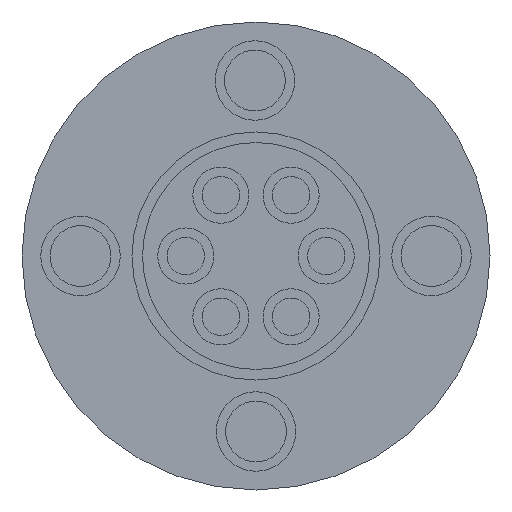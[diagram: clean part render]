
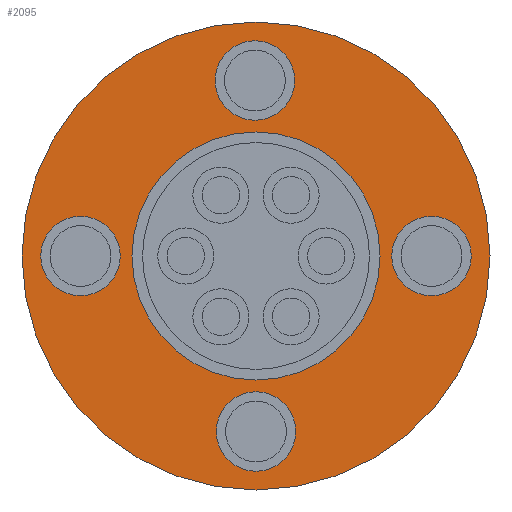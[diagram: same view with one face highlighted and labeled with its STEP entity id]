
A CAD part, front view. The second image highlights one B-rep face of the part: STEP entity #2095.
In plain terms, the highlighted planar face has unit normal (0, -1, 0).
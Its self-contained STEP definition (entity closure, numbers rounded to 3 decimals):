
#1 = EDGE_LOOP ( 'NONE', ( #2523, #625 ) ) ;
#5 = CARTESIAN_POINT ( 'NONE',  ( 0., 0., 0. ) ) ;
#6 = CARTESIAN_POINT ( 'NONE',  ( 0., 0., 0. ) ) ;
#43 = CIRCLE ( 'NONE', #2723, 100. ) ;
#46 = ORIENTED_EDGE ( 'NONE', *, *, #1919, .T. ) ;
#114 = EDGE_CURVE ( 'NONE', #1024, #840, #781, .T. ) ;
#130 = DIRECTION ( 'NONE',  ( 0., 1., 0. ) ) ;
#134 = AXIS2_PLACEMENT_3D ( 'NONE', #399, #1242, #2110 ) ;
#184 = CIRCLE ( 'NONE', #2584, 15. ) ;
#191 = EDGE_CURVE ( 'NONE', #1924, #2186, #43, .T. ) ;
#198 = ORIENTED_EDGE ( 'NONE', *, *, #752, .T. ) ;
#200 = CARTESIAN_POINT ( 'NONE',  ( 0., 0., -75. ) ) ;
#208 = DIRECTION ( 'NONE',  ( 0., 0., 1. ) ) ;
#215 = CARTESIAN_POINT ( 'NONE',  ( 0., 0., 0. ) ) ;
#315 = CARTESIAN_POINT ( 'NONE',  ( -75., 0., 15. ) ) ;
#330 = DIRECTION ( 'NONE',  ( 0., 1., 0. ) ) ;
#348 = CARTESIAN_POINT ( 'NONE',  ( 0., 0., 100. ) ) ;
#361 = CIRCLE ( 'NONE', #1717, 50. ) ;
#377 = EDGE_LOOP ( 'NONE', ( #198, #2125 ) ) ;
#399 = CARTESIAN_POINT ( 'NONE',  ( -75., 0., 0. ) ) ;
#425 = CARTESIAN_POINT ( 'NONE',  ( 75., 0., -15. ) ) ;
#447 = CARTESIAN_POINT ( 'NONE',  ( 0., 0., -50. ) ) ;
#448 = CARTESIAN_POINT ( 'NONE',  ( 0., 0., -90. ) ) ;
#452 = AXIS2_PLACEMENT_3D ( 'NONE', #2569, #2593, #2135 ) ;
#469 = EDGE_CURVE ( 'NONE', #2586, #2033, #2380, .T. ) ;
#484 = DIRECTION ( 'NONE',  ( 0., 0., 1. ) ) ;
#487 = VERTEX_POINT ( 'NONE', #315 ) ;
#494 = DIRECTION ( 'NONE',  ( 0., 0., 1. ) ) ;
#530 = DIRECTION ( 'NONE',  ( 0., 0., 1. ) ) ;
#548 = CARTESIAN_POINT ( 'NONE',  ( -0.466, 0., 75. ) ) ;
#567 = EDGE_CURVE ( 'NONE', #2155, #1804, #2011, .T. ) ;
#625 = ORIENTED_EDGE ( 'NONE', *, *, #703, .T. ) ;
#641 = DIRECTION ( 'NONE',  ( 0., 1., 0. ) ) ;
#683 = VERTEX_POINT ( 'NONE', #2194 ) ;
#691 = DIRECTION ( 'NONE',  ( 0., 0., 1. ) ) ;
#700 = EDGE_LOOP ( 'NONE', ( #2573, #2507 ) ) ;
#703 = EDGE_CURVE ( 'NONE', #744, #2043, #2681, .T. ) ;
#744 = VERTEX_POINT ( 'NONE', #425 ) ;
#752 = EDGE_CURVE ( 'NONE', #840, #1024, #1816, .T. ) ;
#781 = CIRCLE ( 'NONE', #1958, 15. ) ;
#806 = DIRECTION ( 'NONE',  ( 0., 0., 1. ) ) ;
#815 = CIRCLE ( 'NONE', #452, 15. ) ;
#819 = EDGE_LOOP ( 'NONE', ( #2418, #2211 ) ) ;
#823 = CARTESIAN_POINT ( 'NONE',  ( 0., 0., -100. ) ) ;
#840 = VERTEX_POINT ( 'NONE', #879 ) ;
#848 = EDGE_CURVE ( 'NONE', #2186, #1924, #1828, .T. ) ;
#873 = FACE_BOUND ( 'NONE', #1, .T. ) ;
#879 = CARTESIAN_POINT ( 'NONE',  ( -0.466, 0., 90. ) ) ;
#882 = DIRECTION ( 'NONE',  ( 0., 1., 0. ) ) ;
#889 = CIRCLE ( 'NONE', #134, 15. ) ;
#894 = CARTESIAN_POINT ( 'NONE',  ( -0.466, 0., 75. ) ) ;
#929 = DIRECTION ( 'NONE',  ( 1., 0., 0. ) ) ;
#986 = DIRECTION ( 'NONE',  ( 0., 0., 1. ) ) ;
#1024 = VERTEX_POINT ( 'NONE', #1873 ) ;
#1144 = AXIS2_PLACEMENT_3D ( 'NONE', #2327, #130, #2112 ) ;
#1242 = DIRECTION ( 'NONE',  ( 0., 1., 0. ) ) ;
#1308 = DIRECTION ( 'NONE',  ( 0., 1., 0. ) ) ;
#1312 = AXIS2_PLACEMENT_3D ( 'NONE', #2180, #2570, #208 ) ;
#1334 = FACE_BOUND ( 'NONE', #1542, .T. ) ;
#1384 = AXIS2_PLACEMENT_3D ( 'NONE', #2002, #882, #484 ) ;
#1401 = CARTESIAN_POINT ( 'NONE',  ( 0., 0., 0. ) ) ;
#1449 = DIRECTION ( 'NONE',  ( 0., 1., 0. ) ) ;
#1492 = CARTESIAN_POINT ( 'NONE',  ( 75., 0., 15. ) ) ;
#1520 = FACE_BOUND ( 'NONE', #377, .T. ) ;
#1542 = EDGE_LOOP ( 'NONE', ( #1704, #2789 ) ) ;
#1588 = CARTESIAN_POINT ( 'NONE',  ( 0., 0., 50. ) ) ;
#1613 = EDGE_LOOP ( 'NONE', ( #1979, #46 ) ) ;
#1645 = AXIS2_PLACEMENT_3D ( 'NONE', #1401, #1814, #494 ) ;
#1698 = DIRECTION ( 'NONE',  ( 0., 0., 1. ) ) ;
#1704 = ORIENTED_EDGE ( 'NONE', *, *, #469, .T. ) ;
#1717 = AXIS2_PLACEMENT_3D ( 'NONE', #6, #2008, #691 ) ;
#1749 = EDGE_CURVE ( 'NONE', #487, #683, #1796, .T. ) ;
#1757 = DIRECTION ( 'NONE',  ( 0., 0., 1. ) ) ;
#1796 = CIRCLE ( 'NONE', #1384, 15. ) ;
#1804 = VERTEX_POINT ( 'NONE', #1588 ) ;
#1814 = DIRECTION ( 'NONE',  ( 0., 1., 0. ) ) ;
#1816 = CIRCLE ( 'NONE', #2175, 15. ) ;
#1828 = CIRCLE ( 'NONE', #1645, 100. ) ;
#1873 = CARTESIAN_POINT ( 'NONE',  ( -0.466, 0., 60. ) ) ;
#1919 = EDGE_CURVE ( 'NONE', #683, #487, #889, .T. ) ;
#1924 = VERTEX_POINT ( 'NONE', #823 ) ;
#1958 = AXIS2_PLACEMENT_3D ( 'NONE', #548, #1449, #986 ) ;
#1971 = EDGE_CURVE ( 'NONE', #2043, #744, #815, .T. ) ;
#1979 = ORIENTED_EDGE ( 'NONE', *, *, #1749, .T. ) ;
#1996 = FACE_BOUND ( 'NONE', #819, .T. ) ;
#2002 = CARTESIAN_POINT ( 'NONE',  ( -75., 0., 0. ) ) ;
#2008 = DIRECTION ( 'NONE',  ( 0., 1., 0. ) ) ;
#2011 = CIRCLE ( 'NONE', #1144, 50. ) ;
#2033 = VERTEX_POINT ( 'NONE', #448 ) ;
#2043 = VERTEX_POINT ( 'NONE', #1492 ) ;
#2045 = CARTESIAN_POINT ( 'NONE',  ( 0., 0., -60. ) ) ;
#2091 = DIRECTION ( 'NONE',  ( 0., 1., 0. ) ) ;
#2095 = ADVANCED_FACE ( 'NONE', ( #1520, #1996, #873, #2395, #1334, #2378 ), #2190, .F. ) ;
#2110 = DIRECTION ( 'NONE',  ( 0., 0., 1. ) ) ;
#2112 = DIRECTION ( 'NONE',  ( 0., 0., 1. ) ) ;
#2125 = ORIENTED_EDGE ( 'NONE', *, *, #114, .T. ) ;
#2135 = DIRECTION ( 'NONE',  ( 0., 0., 1. ) ) ;
#2138 = EDGE_CURVE ( 'NONE', #1804, #2155, #361, .T. ) ;
#2155 = VERTEX_POINT ( 'NONE', #447 ) ;
#2175 = AXIS2_PLACEMENT_3D ( 'NONE', #894, #2414, #1757 ) ;
#2180 = CARTESIAN_POINT ( 'NONE',  ( 75., 0., 0. ) ) ;
#2186 = VERTEX_POINT ( 'NONE', #348 ) ;
#2190 = PLANE ( 'NONE',  #2768 ) ;
#2194 = CARTESIAN_POINT ( 'NONE',  ( -75., 0., -15. ) ) ;
#2211 = ORIENTED_EDGE ( 'NONE', *, *, #567, .T. ) ;
#2294 = AXIS2_PLACEMENT_3D ( 'NONE', #2696, #330, #530 ) ;
#2310 = EDGE_CURVE ( 'NONE', #2033, #2586, #184, .T. ) ;
#2327 = CARTESIAN_POINT ( 'NONE',  ( 0., 0., 0. ) ) ;
#2378 = FACE_OUTER_BOUND ( 'NONE', #700, .T. ) ;
#2380 = CIRCLE ( 'NONE', #2294, 15. ) ;
#2395 = FACE_BOUND ( 'NONE', #1613, .T. ) ;
#2414 = DIRECTION ( 'NONE',  ( 0., 1., 0. ) ) ;
#2418 = ORIENTED_EDGE ( 'NONE', *, *, #2138, .T. ) ;
#2507 = ORIENTED_EDGE ( 'NONE', *, *, #848, .F. ) ;
#2523 = ORIENTED_EDGE ( 'NONE', *, *, #1971, .T. ) ;
#2569 = CARTESIAN_POINT ( 'NONE',  ( 75., 0., 0. ) ) ;
#2570 = DIRECTION ( 'NONE',  ( 0., 1., 0. ) ) ;
#2573 = ORIENTED_EDGE ( 'NONE', *, *, #191, .F. ) ;
#2584 = AXIS2_PLACEMENT_3D ( 'NONE', #200, #2091, #806 ) ;
#2586 = VERTEX_POINT ( 'NONE', #2045 ) ;
#2593 = DIRECTION ( 'NONE',  ( 0., 1., 0. ) ) ;
#2681 = CIRCLE ( 'NONE', #1312, 15. ) ;
#2696 = CARTESIAN_POINT ( 'NONE',  ( 0., 0., -75. ) ) ;
#2723 = AXIS2_PLACEMENT_3D ( 'NONE', #5, #641, #1698 ) ;
#2768 = AXIS2_PLACEMENT_3D ( 'NONE', #215, #1308, #929 ) ;
#2789 = ORIENTED_EDGE ( 'NONE', *, *, #2310, .T. ) ;
